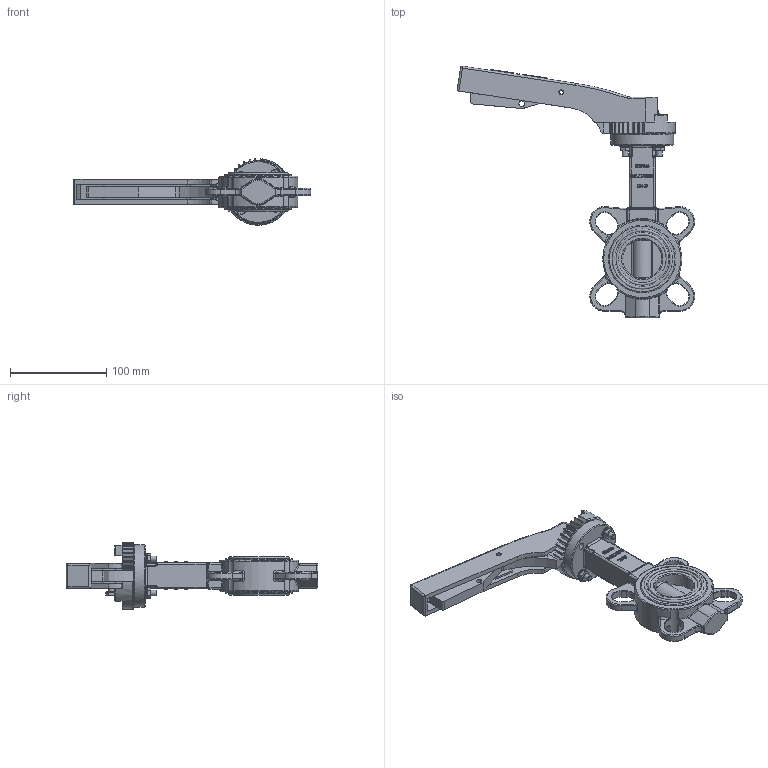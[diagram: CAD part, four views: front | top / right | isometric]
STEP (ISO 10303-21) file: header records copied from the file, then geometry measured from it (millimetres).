
FILE_DESCRIPTION(/* description */ ('1123040'),/* implementation_level */ '2;1');
FILE_NAME(/* name */ '1123040.stp',/* time_stamp */ '2016-04-15T10:18:32+02:00',/* author */ ('jmorand'),/* organization */ ('Sferaco'),/* preprocessor_version */ 'ST-DEVELOPER v16.1',/* originating_system */ 'Autodesk Inventor 2016',/* authorisation */ '');
FILE_SCHEMA (('AUTOMOTIVE_DESIGN { 1 0 10303 214 3 1 1 }'));
Products named in the file (1): 1123040_bd
Bounding box: 246.16 x 261 x 68.85 mm (x, y, z)
Volume: 443178.5 mm3; surface area: 101964.1 mm2
Topology: 1 solids, 2 shells, 1848 faces, 4825 edges, 3049 vertices
Faces by surface type: plane 757, bspline 610, cylinder 285, torus 157, sphere 22, cone 17
Full cylindrical faces by diameter (mm): 4.917 x1, 5 x2, 6 x6, 6.4 x2, 7 x4, 10 x3, 11 x2, 11.5 x2, 17 x1, 41 x2, 65 x1, 70 x2
Entity records: 65799 total; most frequent: CARTESIAN_POINT 22870, ORIENTED_EDGE 9428, DIRECTION 6785, EDGE_CURVE 4714, VERTEX_POINT 3019, LINE 2477, VECTOR 2477, AXIS2_PLACEMENT_3D 2154
